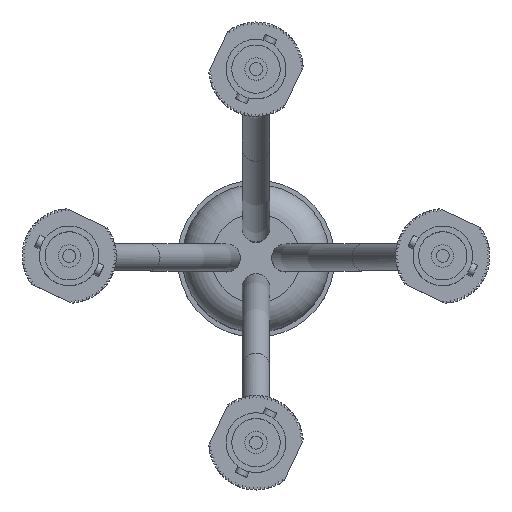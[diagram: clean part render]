
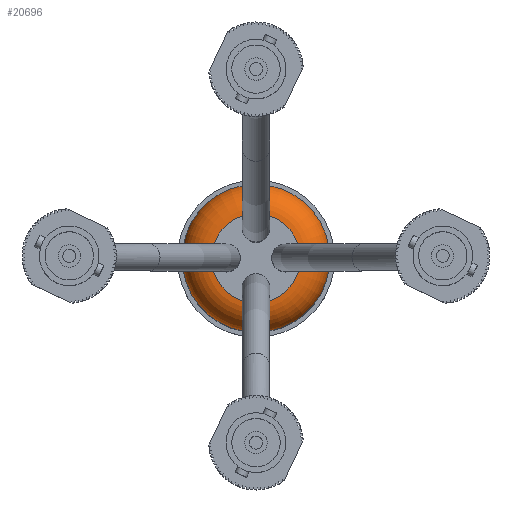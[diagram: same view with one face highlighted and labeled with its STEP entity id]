
A CAD part, top view. The second image highlights one B-rep face of the part: STEP entity #20696.
In plain terms, the highlighted toroidal (fillet/blend) face has major radius 7.176 mm and minor radius 4.763 mm.
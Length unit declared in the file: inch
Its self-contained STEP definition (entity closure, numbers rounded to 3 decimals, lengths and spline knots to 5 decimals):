
#268=TOROIDAL_SURFACE('',#22154,0.2825,0.1875);
#4986=FACE_BOUND('',#6687,.T.);
#5446=FACE_OUTER_BOUND('',#6686,.T.);
#6686=EDGE_LOOP('',(#14597));
#6687=EDGE_LOOP('',(#14598));
#7807=CIRCLE('',#22153,0.47);
#7808=CIRCLE('',#22155,0.2825);
#8818=VERTEX_POINT('',#31796);
#8819=VERTEX_POINT('',#31799);
#11009=EDGE_CURVE('',#8818,#8818,#7807,.T.);
#11010=EDGE_CURVE('',#8819,#8819,#7808,.T.);
#14597=ORIENTED_EDGE('',*,*,#11010,.F.);
#14598=ORIENTED_EDGE('',*,*,#11009,.T.);
#20696=ADVANCED_FACE('',(#5446,#4986),#268,.T.);
#22153=AXIS2_PLACEMENT_3D('',#31797,#25063,#25064);
#22154=AXIS2_PLACEMENT_3D('',#31798,#25065,#25066);
#22155=AXIS2_PLACEMENT_3D('',#31800,#25067,#25068);
#25063=DIRECTION('center_axis',(0.,0.,
1.));
#25064=DIRECTION('ref_axis',(-0.643,0.766,0.));
#25065=DIRECTION('center_axis',(0.,0.,
1.));
#25066=DIRECTION('ref_axis',(-0.766,-0.643,0.));
#25067=DIRECTION('center_axis',(0.,0.,
1.));
#25068=DIRECTION('ref_axis',(-0.643,0.766,0.));
#31796=CARTESIAN_POINT('',(-3.07129,1.71513,-2.8646));
#31797=CARTESIAN_POINT('Origin',(-2.76905,1.3552,-2.8646));
#31798=CARTESIAN_POINT('Origin',(-2.76905,1.3552,-2.8646));
#31799=CARTESIAN_POINT('',(-2.95072,1.57154,-2.6771));
#31800=CARTESIAN_POINT('Origin',(-2.76905,1.3552,-2.6771));
